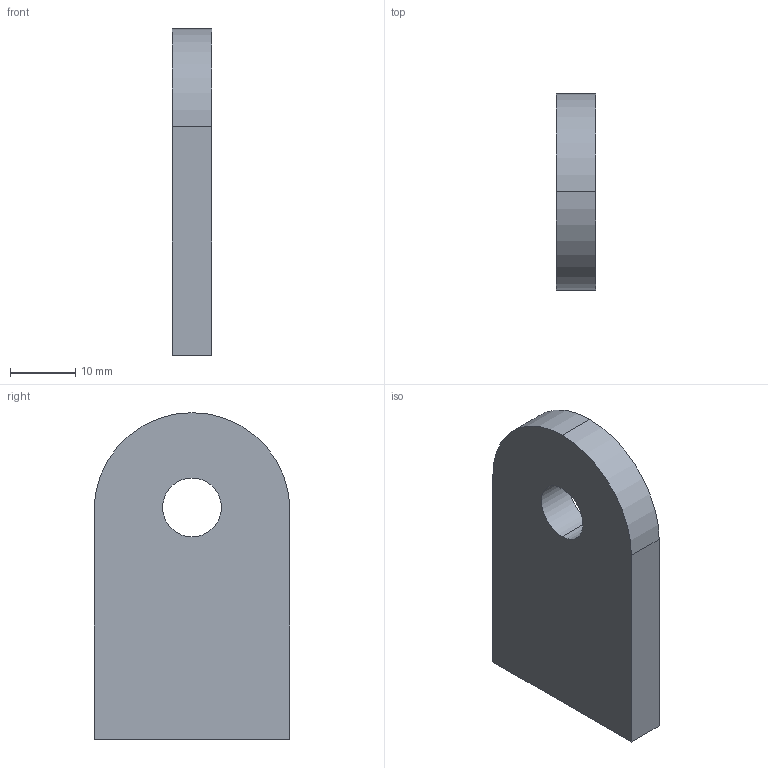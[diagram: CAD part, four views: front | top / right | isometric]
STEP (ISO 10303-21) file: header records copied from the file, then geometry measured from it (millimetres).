
FILE_DESCRIPTION (( 'STEP AP203' ), '1' );
FILE_NAME ('54110-ST.step', '2019-02-20T13:29:19', ( '' ), ( '' ), 'SwSTEP 2.0', 'SolidWorks 2015', '' );
FILE_SCHEMA (( 'CONFIG_CONTROL_DESIGN' ));
Length unit declared in the file: millimetre
Products named in the file (1): 54110-ST
Bounding box: 6 x 30 x 50 mm (x, y, z)
Volume: 8038.7 mm3; surface area: 3737 mm2
Topology: 1 solids, 1 shells, 209 faces, 558 edges, 372 vertices
Faces by surface type: plane 125, bspline 80, cylinder 4
Entity records: 10605 total; most frequent: CARTESIAN_POINT 5844, ORIENTED_EDGE 1116, DIRECTION 666, EDGE_CURVE 558, VECTOR 390, LINE 390, VERTEX_POINT 372, EDGE_LOOP 232
